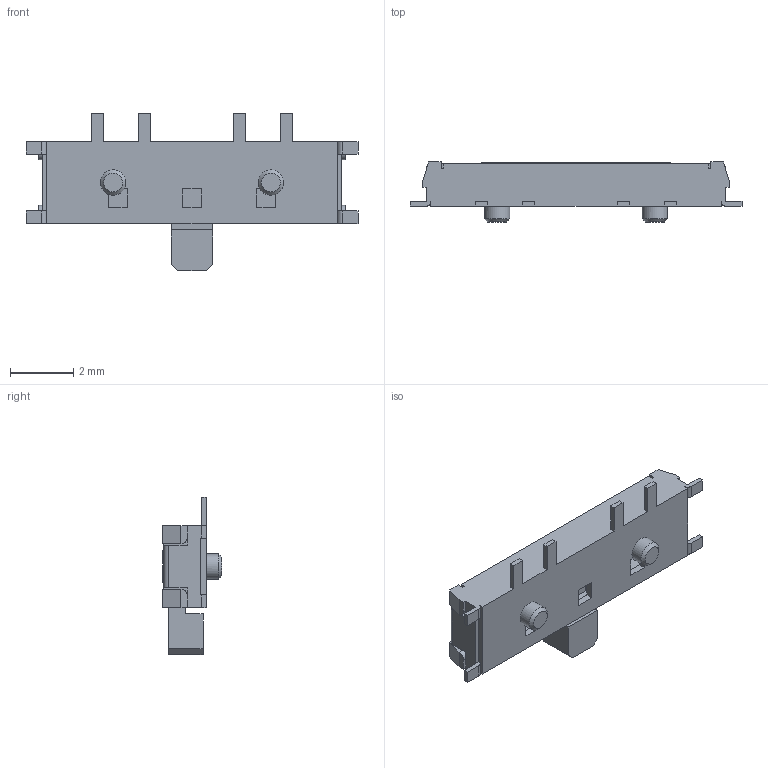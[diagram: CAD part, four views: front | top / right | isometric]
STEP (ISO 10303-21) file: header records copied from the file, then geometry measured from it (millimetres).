
FILE_DESCRIPTION(/* description */ ('STEP AP203'),/* implementation_level */ '2;1');
FILE_NAME(/* name */ 'PCM13SMTR',/* time_stamp */ '2022-12-24T01:34:36+01:00',/* author */ ('License CC BY-ND 4.0'),/* organization */ ('CADENAS'),/* preprocessor_version */ 'ST-DEVELOPER v18.102',/* originating_system */ 'PARTsolutions',/* authorisation */ ' ');
FILE_SCHEMA (('CONFIG_CONTROL_DESIGN'));
Length unit declared in the file: inch
Products named in the file (3): PCM13SMTR; PCM13SMTR_PART2; PCM13SMTR_PART1
Assembly tree (2 placements, depth 2):
  PCM13SMTR
    PCM13SMTR_PART2
    PCM13SMTR_PART1
Bounding box: 10.52 x 1.9 x 5 mm (x, y, z)
Volume: 21.1 mm3; surface area: 168 mm2
Topology: 2 solids, 2 shells, 147 faces, 428 edges, 276 vertices
Faces by surface type: plane 133, cylinder 12, cone 2
Full cylindrical faces by diameter (mm): 0.8 x2
Entity records: 4783 total; most frequent: CARTESIAN_POINT 842, ORIENTED_EDGE 840, DIRECTION 748, EDGE_CURVE 420, LINE 392, VECTOR 392, VERTEX_POINT 272, AXIS2_PLACEMENT_3D 178
